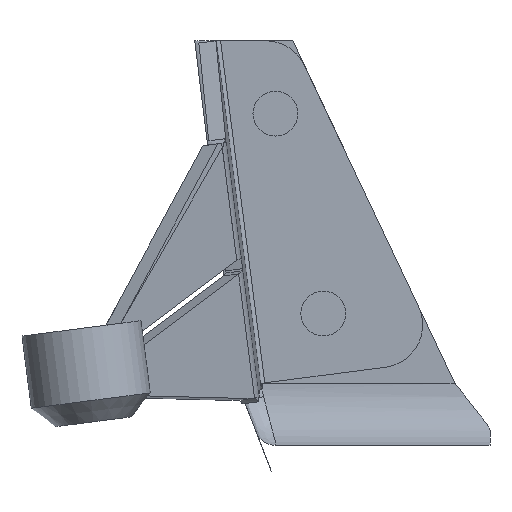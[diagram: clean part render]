
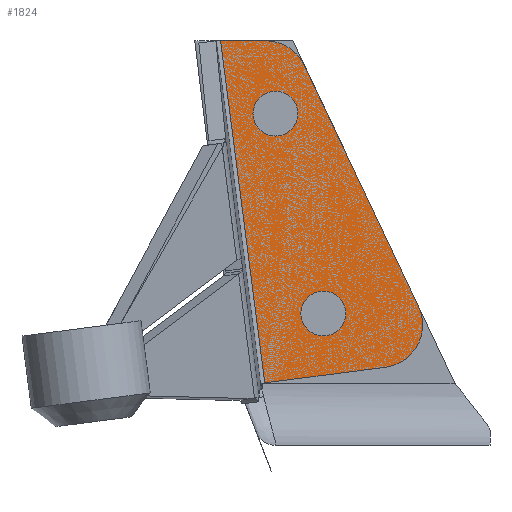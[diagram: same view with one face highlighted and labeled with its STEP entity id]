
A CAD part, left-side view. The second image highlights one B-rep face of the part: STEP entity #1824.
In plain terms, the highlighted planar face has unit normal (-1, 0, 0).
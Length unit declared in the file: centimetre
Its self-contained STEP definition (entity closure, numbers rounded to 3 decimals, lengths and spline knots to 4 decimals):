
#108=FACE_BOUND('',#278,.T.);
#109=FACE_BOUND('',#279,.T.);
#166=FACE_OUTER_BOUND('',#277,.T.);
#277=EDGE_LOOP('',(#1437,#1438,#1439,#1440,#1441,#1442));
#278=EDGE_LOOP('',(#1443));
#279=EDGE_LOOP('',(#1444));
#350=LINE('',#2503,#534);
#353=LINE('',#2537,#537);
#431=LINE('',#3161,#615);
#433=LINE('',#3167,#617);
#534=VECTOR('',#2045,2.8401);
#537=VECTOR('',#2058,8.0539);
#615=VECTOR('',#2214,1.054);
#617=VECTOR('',#2222,6.2312);
#716=CIRCLE('',#1892,1.);
#729=CIRCLE('',#1939,1.);
#730=CIRCLE('',#1942,0.525);
#731=CIRCLE('',#1943,0.525);
#765=VERTEX_POINT('',#2496);
#766=VERTEX_POINT('',#2498);
#767=VERTEX_POINT('',#2502);
#773=VERTEX_POINT('',#2536);
#832=VERTEX_POINT('',#3159);
#833=VERTEX_POINT('',#3163);
#834=VERTEX_POINT('',#3169);
#835=VERTEX_POINT('',#3171);
#932=EDGE_CURVE('',#766,#765,#716,.T.);
#934=EDGE_CURVE('',#767,#766,#350,.T.);
#942=EDGE_CURVE('',#773,#767,#353,.T.);
#1045=EDGE_CURVE('',#832,#773,#431,.T.);
#1046=EDGE_CURVE('',#833,#832,#729,.T.);
#1048=EDGE_CURVE('',#765,#833,#433,.T.);
#1049=EDGE_CURVE('',#834,#834,#730,.T.);
#1050=EDGE_CURVE('',#835,#835,#731,.T.);
#1437=ORIENTED_EDGE('',*,*,#932,.T.);
#1438=ORIENTED_EDGE('',*,*,#1048,.T.);
#1439=ORIENTED_EDGE('',*,*,#1046,.T.);
#1440=ORIENTED_EDGE('',*,*,#1045,.T.);
#1441=ORIENTED_EDGE('',*,*,#942,.T.);
#1442=ORIENTED_EDGE('',*,*,#934,.T.);
#1443=ORIENTED_EDGE('',*,*,#1049,.T.);
#1444=ORIENTED_EDGE('',*,*,#1050,.T.);
#1737=PLANE('',#1941);
#1824=ADVANCED_FACE('',(#166,#108,#109),#1737,.F.);
#1892=AXIS2_PLACEMENT_3D('',#2499,#2040,#2041);
#1939=AXIS2_PLACEMENT_3D('',#3164,#2217,#2218);
#1941=AXIS2_PLACEMENT_3D('',#3168,#2223,#2224);
#1942=AXIS2_PLACEMENT_3D('',#3170,#2225,#2226);
#1943=AXIS2_PLACEMENT_3D('',#3172,#2227,#2228);
#2040=DIRECTION('center_axis',(-1.,0.,0.));
#2041=DIRECTION('ref_axis',(0.,-0.128,-0.992));
#2045=DIRECTION('',(0.,-0.992,0.128));
#2058=DIRECTION('',(0.,-0.128,-0.992));
#2214=DIRECTION('',(0.,1.,0.));
#2217=DIRECTION('center_axis',(-1.,0.,0.));
#2218=DIRECTION('ref_axis',(0.,-0.904,0.428));
#2222=DIRECTION('',(0.,0.428,0.904));
#2223=DIRECTION('center_axis',(1.,0.,0.));
#2224=DIRECTION('ref_axis',(0.,0.,-1.));
#2225=DIRECTION('center_axis',(1.,0.,0.));
#2226=DIRECTION('ref_axis',(0.,-1.,0.));
#2227=DIRECTION('center_axis',(1.,0.,0.));
#2228=DIRECTION('ref_axis',(0.,-1.,0.));
#2496=CARTESIAN_POINT('',(-3.2,2.6681,8.7467));
#2498=CARTESIAN_POINT('',(-3.2,3.4436,7.3269));
#2499=CARTESIAN_POINT('Origin',(-3.2,3.5719,8.3186));
#2502=CARTESIAN_POINT('',(-3.2,6.2603,6.9626));
#2503=CARTESIAN_POINT('',(-3.2,6.2603,6.9626));
#2536=CARTESIAN_POINT('',(-3.2,7.2933,14.95));
#2537=CARTESIAN_POINT('',(-3.2,7.2933,14.95));
#3159=CARTESIAN_POINT('',(-3.2,6.2393,14.95));
#3161=CARTESIAN_POINT('',(-3.2,6.2393,14.95));
#3163=CARTESIAN_POINT('',(-3.2,5.3356,14.3781));
#3164=CARTESIAN_POINT('Origin',(-3.2,6.2393,13.95));
#3167=CARTESIAN_POINT('',(-3.2,2.6681,8.7467));
#3168=CARTESIAN_POINT('Origin',(-3.2,0.,0.));
#3169=CARTESIAN_POINT('',(-3.2,4.3667,8.5825));
#3170=CARTESIAN_POINT('Origin',(-3.2,4.8917,8.5825));
#3171=CARTESIAN_POINT('',(-3.2,5.4847,13.2505));
#3172=CARTESIAN_POINT('Origin',(-3.2,6.0097,13.2505));
